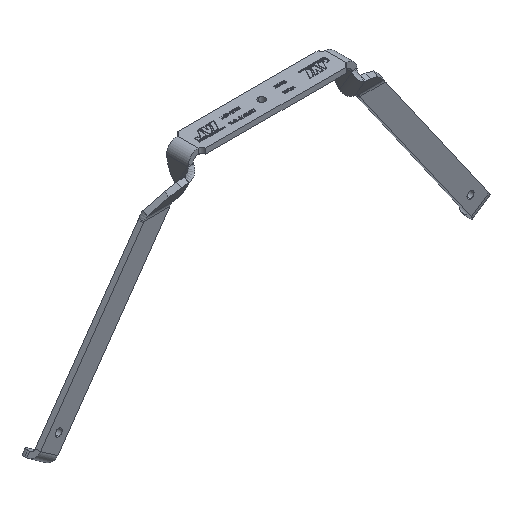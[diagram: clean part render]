
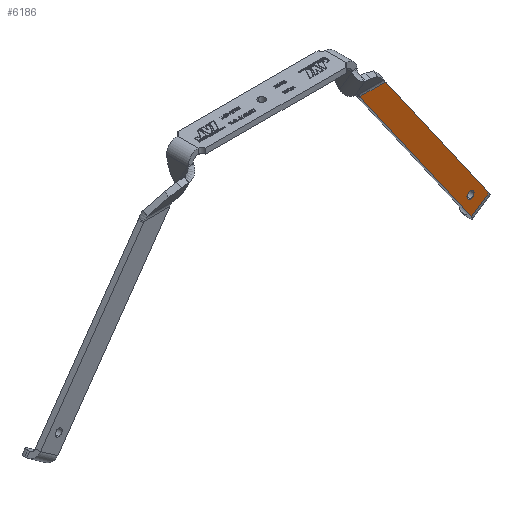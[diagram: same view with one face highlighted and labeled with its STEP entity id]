
A CAD part, isometric view. The second image highlights one B-rep face of the part: STEP entity #6186.
In plain terms, the highlighted planar face has unit normal (0, -1, 0).
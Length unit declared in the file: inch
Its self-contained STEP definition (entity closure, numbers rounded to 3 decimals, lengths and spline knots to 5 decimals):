
#4513 = PLANE ( 'NONE',  #12275 ) ;
#4516 = CARTESIAN_POINT ( 'NONE',  ( 8.00636, -0.09718, -6.88583 ) ) ;
#4518 = DIRECTION ( 'NONE',  ( 0., 1., 0. ) ) ;
#4520 = DIRECTION ( 'NONE',  ( -0.866, 0., -0.5 ) ) ;
#6049 = ORIENTED_EDGE ( 'NONE', *, *, #6385, .F. ) ;
#6050 = ORIENTED_EDGE ( 'NONE', *, *, #6395, .F. ) ;
#6051 = ORIENTED_EDGE ( 'NONE', *, *, #6342, .F. ) ;
#6052 = ORIENTED_EDGE ( 'NONE', *, *, #6339, .F. ) ;
#6053 = ORIENTED_EDGE ( 'NONE', *, *, #6402, .F. ) ;
#6054 = ORIENTED_EDGE ( 'NONE', *, *, #6387, .F. ) ;
#6055 = ORIENTED_EDGE ( 'NONE', *, *, #6382, .F. ) ;
#6056 = ORIENTED_EDGE ( 'NONE', *, *, #6381, .F. ) ;
#6057 = ORIENTED_EDGE ( 'NONE', *, *, #6390, .F. ) ;
#6058 = ORIENTED_EDGE ( 'NONE', *, *, #6401, .F. ) ;
#6186 = ADVANCED_FACE ( 'NONE', ( #13396, #13400 ), #4513, .F. ) ;
#6339 = EDGE_CURVE ( 'NONE', #6846, #6841, #18321, .T. ) ;
#6342 = EDGE_CURVE ( 'NONE', #6841, #6842, #18323, .T. ) ;
#6381 = EDGE_CURVE ( 'NONE', #6858, #6861, #18336, .T. ) ;
#6382 = EDGE_CURVE ( 'NONE', #6861, #6862, #18337, .T. ) ;
#6385 = EDGE_CURVE ( 'NONE', #6869, #6846, #18339, .T. ) ;
#6387 = EDGE_CURVE ( 'NONE', #6862, #6864, #18340, .T. ) ;
#6390 = EDGE_CURVE ( 'NONE', #6866, #6858, #18343, .T. ) ;
#6395 = EDGE_CURVE ( 'NONE', #6842, #6869, #18347, .T. ) ;
#6401 = EDGE_CURVE ( 'NONE', #6872, #6866, #18352, .T. ) ;
#6402 = EDGE_CURVE ( 'NONE', #6864, #6872, #18965, .T. ) ;
#6841 = VERTEX_POINT ( 'NONE', #24156 ) ;
#6842 = VERTEX_POINT ( 'NONE', #24157 ) ;
#6846 = VERTEX_POINT ( 'NONE', #24161 ) ;
#6858 = VERTEX_POINT ( 'NONE', #24173 ) ;
#6861 = VERTEX_POINT ( 'NONE', #24176 ) ;
#6862 = VERTEX_POINT ( 'NONE', #24177 ) ;
#6864 = VERTEX_POINT ( 'NONE', #24179 ) ;
#6866 = VERTEX_POINT ( 'NONE', #24181 ) ;
#6869 = VERTEX_POINT ( 'NONE', #24184 ) ;
#6872 = VERTEX_POINT ( 'NONE', #24187 ) ;
#11447 = EDGE_LOOP ( 'NONE', ( #6049, #6050, #6051, #6052 ) ) ;
#11453 = EDGE_LOOP ( 'NONE', ( #6053, #6054, #6055, #6056, #6057, #6058 ) ) ;
#12275 = AXIS2_PLACEMENT_3D ( 'NONE', #4516, #4518, #4520 ) ;
#13396 = FACE_BOUND ( 'NONE', #11447, .T. ) ;
#13400 = FACE_OUTER_BOUND ( 'NONE', #11453, .T. ) ;
#18321 = B_SPLINE_CURVE_WITH_KNOTS ( 'NONE', 3,
 ( #18603, #18607, #18608, #18609, #18610, #18611, #18612, #18613, #18614, #18615 ),
 .UNSPECIFIED., .F., .F.,
 ( 4, 2, 2, 2, 4 ),
 ( 0.33333, 0.5, 0.66667, 0.83333, 1. ),
 .UNSPECIFIED. ) ;
#18323 = B_SPLINE_CURVE_WITH_KNOTS ( 'NONE', 3,
 ( #18602, #18630, #18631, #18632, #18633, #18634 ),
 .UNSPECIFIED., .F., .F.,
 ( 4, 2, 4 ),
 ( 0., 0.16667, 0.33333 ),
 .UNSPECIFIED. ) ;
#18336 = B_SPLINE_CURVE_WITH_KNOTS ( 'NONE', 3,
 ( #20381, #20399, #20401, #20403 ),
 .UNSPECIFIED., .F., .F.,
 ( 4, 4 ),
 ( 0., 1. ),
 .UNSPECIFIED. ) ;
#18337 = B_SPLINE_CURVE_WITH_KNOTS ( 'NONE', 3,
 ( #20386, #20407, #20409, #20411 ),
 .UNSPECIFIED., .F., .F.,
 ( 4, 4 ),
 ( 0., 1. ),
 .UNSPECIFIED. ) ;
#18339 = B_SPLINE_CURVE_WITH_KNOTS ( 'NONE', 3,
 ( #20413, #20458, #20460, #20462, #20464, #20466 ),
 .UNSPECIFIED., .F., .F.,
 ( 4, 2, 4 ),
 ( 0., 0.16667, 0.33333 ),
 .UNSPECIFIED. ) ;
#18340 = B_SPLINE_CURVE_WITH_KNOTS ( 'NONE', 3,
 ( #20454, #20474, #20476, #20478 ),
 .UNSPECIFIED., .F., .F.,
 ( 4, 4 ),
 ( 0., 1. ),
 .UNSPECIFIED. ) ;
#18343 = B_SPLINE_CURVE_WITH_KNOTS ( 'NONE', 3,
 ( #20480, #20499, #20501, #20503 ),
 .UNSPECIFIED., .F., .F.,
 ( 4, 4 ),
 ( 0., 1. ),
 .UNSPECIFIED. ) ;
#18347 = B_SPLINE_CURVE_WITH_KNOTS ( 'NONE', 3,
 ( #20529, #20551, #20553, #20555, #20557, #20559, #20561, #20563, #20564, #20566 ),
 .UNSPECIFIED., .F., .F.,
 ( 4, 2, 2, 2, 4 ),
 ( 0.33333, 0.5, 0.66667, 0.83333, 1. ),
 .UNSPECIFIED. ) ;
#18352 = B_SPLINE_CURVE_WITH_KNOTS ( 'NONE', 3,
 ( #20596, #20622, #20624, #20626 ),
 .UNSPECIFIED., .F., .F.,
 ( 4, 4 ),
 ( 0., 1. ),
 .UNSPECIFIED. ) ;
#18602 = CARTESIAN_POINT ( 'NONE',  ( 7.41042, -0.09718, -6.46862 ) ) ;
#18603 = CARTESIAN_POINT ( 'NONE',  ( 7.30217, -0.09718, -6.65612 ) ) ;
#18607 = CARTESIAN_POINT ( 'NONE',  ( 7.32399, -0.09718, -6.65612 ) ) ;
#18608 = CARTESIAN_POINT ( 'NONE',  ( 7.34578, -0.09718, -6.65028 ) ) ;
#18609 = CARTESIAN_POINT ( 'NONE',  ( 7.38356, -0.09718, -6.62846 ) ) ;
#18610 = CARTESIAN_POINT ( 'NONE',  ( 7.39952, -0.09718, -6.61251 ) ) ;
#18611 = CARTESIAN_POINT ( 'NONE',  ( 7.42133, -0.09718, -6.57473 ) ) ;
#18612 = CARTESIAN_POINT ( 'NONE',  ( 7.42717, -0.09718, -6.55294 ) ) ;
#18613 = CARTESIAN_POINT ( 'NONE',  ( 7.42717, -0.09718, -6.5093 ) ) ;
#18614 = CARTESIAN_POINT ( 'NONE',  ( 7.42133, -0.09718, -6.48751 ) ) ;
#18615 = CARTESIAN_POINT ( 'NONE',  ( 7.41042, -0.09718, -6.46862 ) ) ;
#18630 = CARTESIAN_POINT ( 'NONE',  ( 7.39952, -0.09718, -6.44973 ) ) ;
#18631 = CARTESIAN_POINT ( 'NONE',  ( 7.38356, -0.09718, -6.43377 ) ) ;
#18632 = CARTESIAN_POINT ( 'NONE',  ( 7.34578, -0.09718, -6.41196 ) ) ;
#18633 = CARTESIAN_POINT ( 'NONE',  ( 7.32399, -0.09718, -6.40612 ) ) ;
#18634 = CARTESIAN_POINT ( 'NONE',  ( 7.30217, -0.09718, -6.40612 ) ) ;
#18963 = VECTOR ( 'NONE', #20631, 39.37008 ) ;
#18965 = LINE ( 'NONE', #20629, #18963 ) ;
#20381 = CARTESIAN_POINT ( 'NONE',  ( 7.94603, -0.09718, -6.79749 ) ) ;
#20386 = CARTESIAN_POINT ( 'NONE',  ( 7.33194, -0.09718, -7.22748 ) ) ;
#20399 = CARTESIAN_POINT ( 'NONE',  ( 7.74133, -0.09718, -6.94082 ) ) ;
#20401 = CARTESIAN_POINT ( 'NONE',  ( 7.53664, -0.09718, -7.08415 ) ) ;
#20403 = CARTESIAN_POINT ( 'NONE',  ( 7.33194, -0.09718, -7.22748 ) ) ;
#20407 = CARTESIAN_POINT ( 'NONE',  ( 6.01822, -0.09718, -5.35129 ) ) ;
#20409 = CARTESIAN_POINT ( 'NONE',  ( 4.7045, -0.09718, -3.47509 ) ) ;
#20411 = CARTESIAN_POINT ( 'NONE',  ( 3.39077, -0.09718, -1.5989 ) ) ;
#20413 = CARTESIAN_POINT ( 'NONE',  ( 7.19392, -0.09718, -6.59362 ) ) ;
#20454 = CARTESIAN_POINT ( 'NONE',  ( 3.39077, -0.09718, -1.5989 ) ) ;
#20458 = CARTESIAN_POINT ( 'NONE',  ( 7.20483, -0.09718, -6.61251 ) ) ;
#20460 = CARTESIAN_POINT ( 'NONE',  ( 7.22078, -0.09718, -6.62846 ) ) ;
#20462 = CARTESIAN_POINT ( 'NONE',  ( 7.25856, -0.09718, -6.65028 ) ) ;
#20464 = CARTESIAN_POINT ( 'NONE',  ( 7.28035, -0.09718, -6.65612 ) ) ;
#20466 = CARTESIAN_POINT ( 'NONE',  ( 7.30217, -0.09718, -6.65612 ) ) ;
#20474 = CARTESIAN_POINT ( 'NONE',  ( 3.38667, -0.09718, -1.58445 ) ) ;
#20476 = CARTESIAN_POINT ( 'NONE',  ( 3.38201, -0.09718, -1.57016 ) ) ;
#20478 = CARTESIAN_POINT ( 'NONE',  ( 3.3768, -0.09718, -1.55606 ) ) ;
#20480 = CARTESIAN_POINT ( 'NONE',  ( 4.30635, -0.09718, -1.5989 ) ) ;
#20499 = CARTESIAN_POINT ( 'NONE',  ( 5.51958, -0.09718, -3.33176 ) ) ;
#20501 = CARTESIAN_POINT ( 'NONE',  ( 6.7328, -0.09718, -5.06463 ) ) ;
#20503 = CARTESIAN_POINT ( 'NONE',  ( 7.94603, -0.09718, -6.79749 ) ) ;
#20529 = CARTESIAN_POINT ( 'NONE',  ( 7.30217, -0.09718, -6.40612 ) ) ;
#20551 = CARTESIAN_POINT ( 'NONE',  ( 7.28035, -0.09718, -6.40612 ) ) ;
#20553 = CARTESIAN_POINT ( 'NONE',  ( 7.25856, -0.09718, -6.41196 ) ) ;
#20555 = CARTESIAN_POINT ( 'NONE',  ( 7.22078, -0.09718, -6.43377 ) ) ;
#20557 = CARTESIAN_POINT ( 'NONE',  ( 7.20483, -0.09718, -6.44973 ) ) ;
#20559 = CARTESIAN_POINT ( 'NONE',  ( 7.18301, -0.09718, -6.48751 ) ) ;
#20561 = CARTESIAN_POINT ( 'NONE',  ( 7.17717, -0.09718, -6.5093 ) ) ;
#20563 = CARTESIAN_POINT ( 'NONE',  ( 7.17717, -0.09718, -6.55294 ) ) ;
#20564 = CARTESIAN_POINT ( 'NONE',  ( 7.18301, -0.09718, -6.57473 ) ) ;
#20566 = CARTESIAN_POINT ( 'NONE',  ( 7.19392, -0.09718, -6.59362 ) ) ;
#20596 = CARTESIAN_POINT ( 'NONE',  ( 4.27788, -0.09718, -1.55606 ) ) ;
#20622 = CARTESIAN_POINT ( 'NONE',  ( 4.28702, -0.09718, -1.57057 ) ) ;
#20624 = CARTESIAN_POINT ( 'NONE',  ( 4.29652, -0.09718, -1.58485 ) ) ;
#20626 = CARTESIAN_POINT ( 'NONE',  ( 4.30635, -0.09718, -1.5989 ) ) ;
#20629 = CARTESIAN_POINT ( 'NONE',  ( 3.78128, -0.09718, -1.55606 ) ) ;
#20631 = DIRECTION ( 'NONE',  ( 1., 0., 0. ) ) ;
#24156 = CARTESIAN_POINT ( 'NONE',  ( 7.41042, -0.09718, -6.46862 ) ) ;
#24157 = CARTESIAN_POINT ( 'NONE',  ( 7.30217, -0.09718, -6.40612 ) ) ;
#24161 = CARTESIAN_POINT ( 'NONE',  ( 7.30217, -0.09718, -6.65612 ) ) ;
#24173 = CARTESIAN_POINT ( 'NONE',  ( 7.94603, -0.09718, -6.79749 ) ) ;
#24176 = CARTESIAN_POINT ( 'NONE',  ( 7.33194, -0.09718, -7.22748 ) ) ;
#24177 = CARTESIAN_POINT ( 'NONE',  ( 3.39077, -0.09718, -1.5989 ) ) ;
#24179 = CARTESIAN_POINT ( 'NONE',  ( 3.3768, -0.09718, -1.55606 ) ) ;
#24181 = CARTESIAN_POINT ( 'NONE',  ( 4.30635, -0.09718, -1.5989 ) ) ;
#24184 = CARTESIAN_POINT ( 'NONE',  ( 7.19392, -0.09718, -6.59362 ) ) ;
#24187 = CARTESIAN_POINT ( 'NONE',  ( 4.27788, -0.09718, -1.55606 ) ) ;
